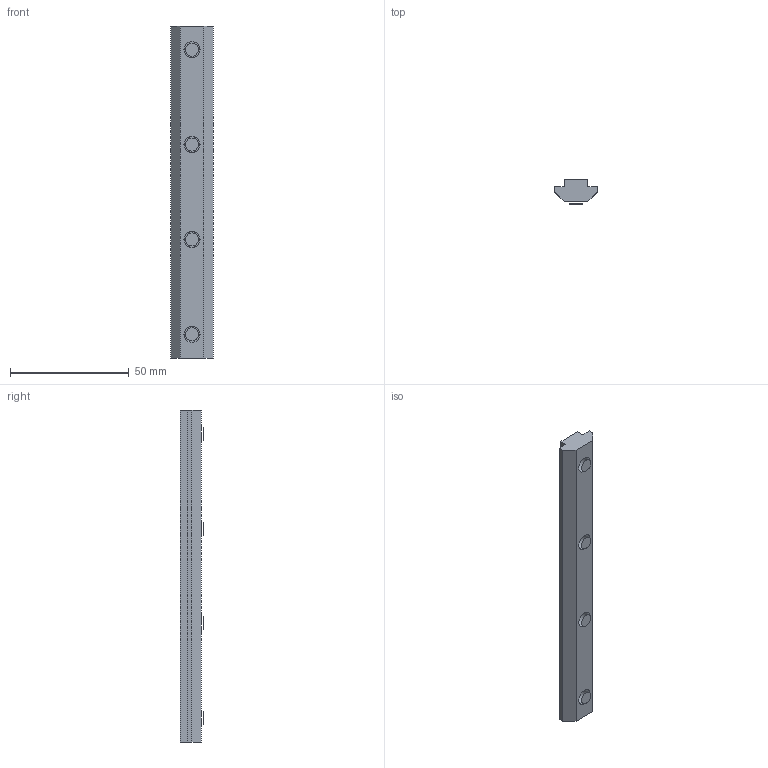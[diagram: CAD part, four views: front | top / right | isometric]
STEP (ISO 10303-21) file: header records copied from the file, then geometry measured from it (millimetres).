
FILE_DESCRIPTION(/* description */ ('Barra filettata di connessione con centraggio cava 10'),/* implementation_level */ '2;1');
FILE_NAME(/* name */ 'LBC10M8F.stp',/* time_stamp */ '2021-02-19T09:54:18+01:00',/* author */ ('omnitec'),/* organization */ ('Microsoft'),/* preprocessor_version */ 'ST-DEVELOPER v18.1',/* originating_system */ 'Autodesk Inventor 2021',/* authorisation */ '');
FILE_SCHEMA (('AUTOMOTIVE_DESIGN { 1 0 10303 214 3 1 1 }'));
Length unit declared in the file: millimetre
Products named in the file (1): LBC10M8F
Bounding box: 18 x 10 x 140 mm (x, y, z)
Volume: 15772.6 mm3; surface area: 8210.4 mm2
Topology: 1 solids, 9 shells, 62 faces, 156 edges, 104 vertices
Faces by surface type: plane 50, cone 8, cylinder 4
Full cylindrical faces by diameter (mm): 6.8 x4
Entity records: 1896 total; most frequent: CARTESIAN_POINT 323, DIRECTION 312, ORIENTED_EDGE 274, EDGE_CURVE 156, LINE 126, VECTOR 126, VERTEX_POINT 104, AXIS2_PLACEMENT_3D 93
